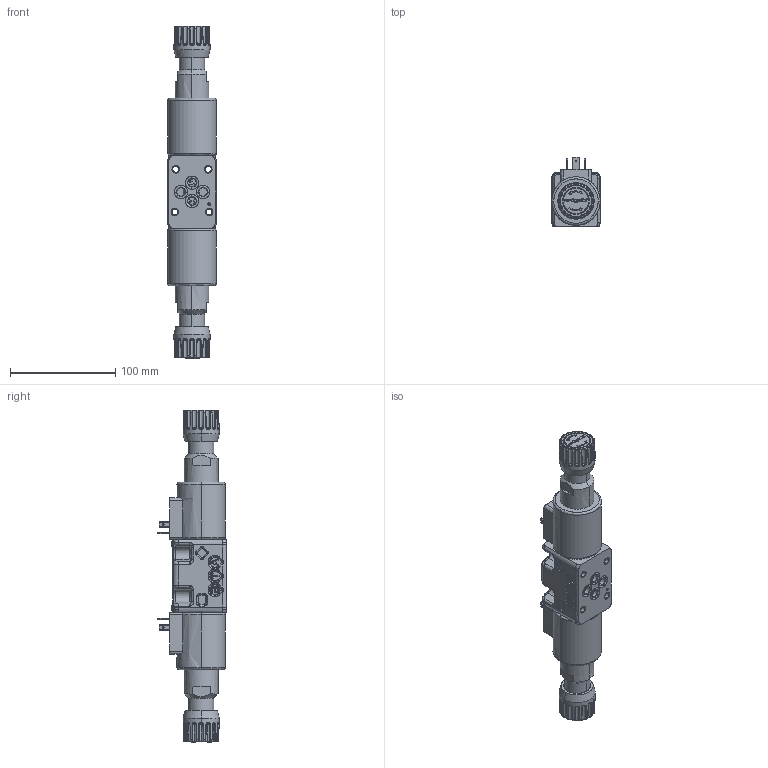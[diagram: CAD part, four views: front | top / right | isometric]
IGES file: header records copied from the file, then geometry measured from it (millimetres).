
Start section: SolidWorks IGES file using analytic representation for surfaces
Global section: file name: ADB3E--C-9P2.igs; native system: SolidWorks 2014; preprocessor: SolidWorks 2014; author: serviziopdm; date: 160901.105430; units: millimetre
Bounding box: 46 x 66.28 x 315.1 mm (x, y, z)
Surface area: 68183.6 mm2 (no closed solid volume)
Topology: 0 solids, 0 shells, 1647 faces, 19498 edges, 19488 vertices
Faces by surface type: bspline 1194, revolution 453
